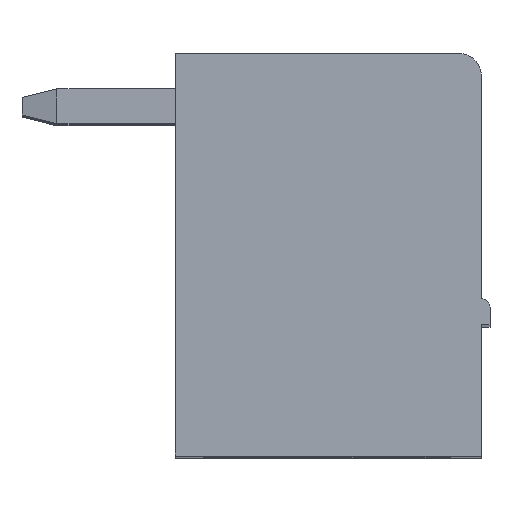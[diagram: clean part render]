
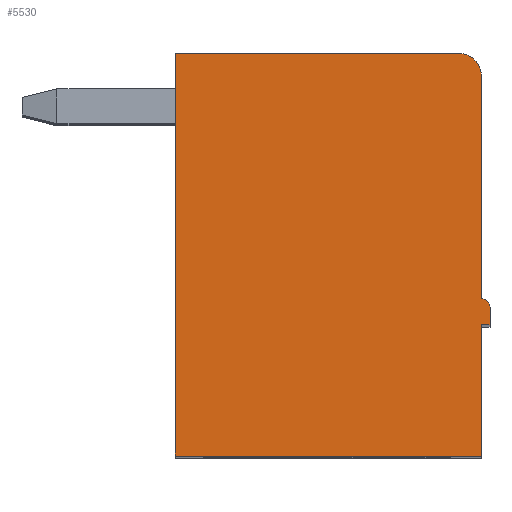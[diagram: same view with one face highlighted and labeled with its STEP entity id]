
A CAD part, top view. The second image highlights one B-rep face of the part: STEP entity #5530.
In plain terms, the highlighted planar face has unit normal (0, 0, 1).
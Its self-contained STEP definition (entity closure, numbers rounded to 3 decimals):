
#91 = ORIENTED_EDGE ( 'NONE', *, *, #10756, .T. ) ;
#164 = VERTEX_POINT ( 'NONE', #11171 ) ;
#178 = CARTESIAN_POINT ( 'NONE',  ( 10.5, 9., 21.35 ) ) ;
#528 = CARTESIAN_POINT ( 'NONE',  ( 10.5, 9., 21.35 ) ) ;
#695 = CARTESIAN_POINT ( 'NONE',  ( 10.5, 12.4, 21.35 ) ) ;
#1133 = LINE ( 'NONE', #1291, #7710 ) ;
#1291 = CARTESIAN_POINT ( 'NONE',  ( 10.5, 12.6, 21.35 ) ) ;
#1351 = CIRCLE ( 'NONE', #8850, 0.2 ) ;
#1378 = CARTESIAN_POINT ( 'NONE',  ( 10., 18.2, 21.35 ) ) ;
#1471 = CARTESIAN_POINT ( 'NONE',  ( 10.7, 12., 21.35 ) ) ;
#1540 = LINE ( 'NONE', #5919, #4347 ) ;
#1569 = VERTEX_POINT ( 'NONE', #7460 ) ;
#1649 = DIRECTION ( 'NONE',  ( 1., 0., 0. ) ) ;
#1679 = DIRECTION ( 'NONE',  ( 0., 1., 0. ) ) ;
#1738 = CARTESIAN_POINT ( 'NONE',  ( 10., 17.7, 21.35 ) ) ;
#1860 = VECTOR ( 'NONE', #6749, 1000. ) ;
#1950 = AXIS2_PLACEMENT_3D ( 'NONE', #695, #6925, #2574 ) ;
#1960 = ORIENTED_EDGE ( 'NONE', *, *, #4476, .T. ) ;
#2177 = EDGE_CURVE ( 'NONE', #9353, #9626, #9437, .T. ) ;
#2200 = VECTOR ( 'NONE', #6666, 1000. ) ;
#2460 = DIRECTION ( 'NONE',  ( -1., 0., 0. ) ) ;
#2574 = DIRECTION ( 'NONE',  ( 1., 0., 0. ) ) ;
#2621 = ORIENTED_EDGE ( 'NONE', *, *, #8759, .T. ) ;
#2794 = DIRECTION ( 'NONE',  ( 0., 1., 0. ) ) ;
#3014 = EDGE_CURVE ( 'NONE', #10111, #8784, #8734, .T. ) ;
#3189 = LINE ( 'NONE', #11053, #2200 ) ;
#3191 = VERTEX_POINT ( 'NONE', #11202 ) ;
#3316 = ORIENTED_EDGE ( 'NONE', *, *, #10898, .T. ) ;
#3411 = LINE ( 'NONE', #9651, #6055 ) ;
#3659 = DIRECTION ( 'NONE',  ( 0., 0., 1. ) ) ;
#3831 = CIRCLE ( 'NONE', #10050, 0.5 ) ;
#3895 = VERTEX_POINT ( 'NONE', #178 ) ;
#3929 = ORIENTED_EDGE ( 'NONE', *, *, #9167, .T. ) ;
#4347 = VECTOR ( 'NONE', #1649, 1000. ) ;
#4389 = CARTESIAN_POINT ( 'NONE',  ( 10.5, 12., 21.35 ) ) ;
#4476 = EDGE_CURVE ( 'NONE', #1569, #3191, #1351, .T. ) ;
#4794 = ORIENTED_EDGE ( 'NONE', *, *, #8014, .T. ) ;
#5094 = VECTOR ( 'NONE', #2460, 1000. ) ;
#5391 = DIRECTION ( 'NONE',  ( 1., 0., 0. ) ) ;
#5466 = EDGE_CURVE ( 'NONE', #11285, #3895, #1540, .T. ) ;
#5530 = ADVANCED_FACE ( 'NONE', ( #6106 ), #8468, .T. ) ;
#5919 = CARTESIAN_POINT ( 'NONE',  ( 3.5, 9., 21.35 ) ) ;
#6055 = VECTOR ( 'NONE', #1679, 1000. ) ;
#6106 = FACE_OUTER_BOUND ( 'NONE', #9349, .T. ) ;
#6249 = VECTOR ( 'NONE', #7884, 1000. ) ;
#6342 = CARTESIAN_POINT ( 'NONE',  ( 3.5, 18.2, 21.35 ) ) ;
#6577 = ORIENTED_EDGE ( 'NONE', *, *, #3014, .T. ) ;
#6666 = DIRECTION ( 'NONE',  ( 0., -1., 0. ) ) ;
#6749 = DIRECTION ( 'NONE',  ( 0., 1., 0. ) ) ;
#6925 = DIRECTION ( 'NONE',  ( 0., 0., 1. ) ) ;
#6961 = DIRECTION ( 'NONE',  ( 0., 0., 1. ) ) ;
#7159 = DIRECTION ( 'NONE',  ( 1., 0., 0. ) ) ;
#7460 = CARTESIAN_POINT ( 'NONE',  ( 10.7, 12.4, 21.35 ) ) ;
#7710 = VECTOR ( 'NONE', #2794, 1000. ) ;
#7884 = DIRECTION ( 'NONE',  ( 1., 0., 0. ) ) ;
#7972 = ORIENTED_EDGE ( 'NONE', *, *, #5466, .T. ) ;
#8014 = EDGE_CURVE ( 'NONE', #164, #9353, #3831, .T. ) ;
#8126 = CARTESIAN_POINT ( 'NONE',  ( 10.5, 12.4, 21.35 ) ) ;
#8281 = ORIENTED_EDGE ( 'NONE', *, *, #2177, .T. ) ;
#8332 = CARTESIAN_POINT ( 'NONE',  ( 10.5, 12., 21.35 ) ) ;
#8468 = PLANE ( 'NONE',  #1950 ) ;
#8734 = LINE ( 'NONE', #4389, #6249 ) ;
#8759 = EDGE_CURVE ( 'NONE', #9626, #11285, #3189, .T. ) ;
#8784 = VERTEX_POINT ( 'NONE', #1471 ) ;
#8850 = AXIS2_PLACEMENT_3D ( 'NONE', #8126, #3659, #7159 ) ;
#9167 = EDGE_CURVE ( 'NONE', #8784, #1569, #3411, .T. ) ;
#9228 = CARTESIAN_POINT ( 'NONE',  ( 3.5, 9., 21.35 ) ) ;
#9349 = EDGE_LOOP ( 'NONE', ( #4794, #8281, #2621, #7972, #91, #6577, #3929, #1960, #3316 ) ) ;
#9353 = VERTEX_POINT ( 'NONE', #1378 ) ;
#9437 = LINE ( 'NONE', #10312, #5094 ) ;
#9626 = VERTEX_POINT ( 'NONE', #6342 ) ;
#9651 = CARTESIAN_POINT ( 'NONE',  ( 10.7, 12., 21.35 ) ) ;
#10050 = AXIS2_PLACEMENT_3D ( 'NONE', #1738, #6961, #5391 ) ;
#10111 = VERTEX_POINT ( 'NONE', #8332 ) ;
#10249 = LINE ( 'NONE', #528, #1860 ) ;
#10312 = CARTESIAN_POINT ( 'NONE',  ( 10.5, 18.2, 21.35 ) ) ;
#10756 = EDGE_CURVE ( 'NONE', #3895, #10111, #10249, .T. ) ;
#10898 = EDGE_CURVE ( 'NONE', #3191, #164, #1133, .T. ) ;
#11053 = CARTESIAN_POINT ( 'NONE',  ( 3.5, 18.2, 21.35 ) ) ;
#11171 = CARTESIAN_POINT ( 'NONE',  ( 10.5, 17.7, 21.35 ) ) ;
#11202 = CARTESIAN_POINT ( 'NONE',  ( 10.5, 12.6, 21.35 ) ) ;
#11285 = VERTEX_POINT ( 'NONE', #9228 ) ;
